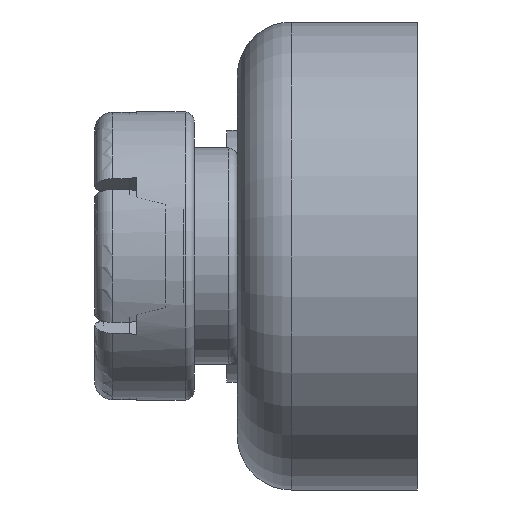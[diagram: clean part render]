
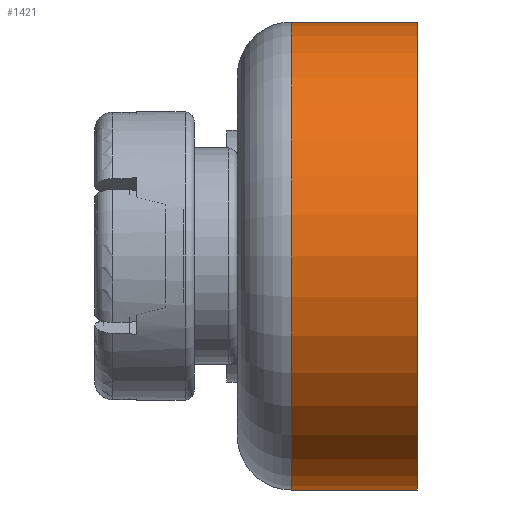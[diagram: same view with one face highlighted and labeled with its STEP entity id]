
A CAD part, left-side view. The second image highlights one B-rep face of the part: STEP entity #1421.
In plain terms, the highlighted cylindrical face has radius 6.5 mm (diameter 13 mm), a partial arc.
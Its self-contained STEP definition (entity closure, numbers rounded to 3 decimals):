
#177 = FACE_OUTER_BOUND ( 'NONE', #1949, .T. ) ;
#243 = ORIENTED_EDGE ( 'NONE', *, *, #359, .T. ) ;
#262 = VECTOR ( 'NONE', #1824, 1000. ) ;
#359 = EDGE_CURVE ( 'NONE', #2901, #3519, #3992, .T. ) ;
#388 = CYLINDRICAL_SURFACE ( 'NONE', #3994, 6.5 ) ;
#406 = CARTESIAN_POINT ( 'NONE',  ( -6.45, 3.5, 0. ) ) ;
#427 = DIRECTION ( 'NONE',  ( 0., -1., 0. ) ) ;
#475 = CARTESIAN_POINT ( 'NONE',  ( -6.45, 5., 0. ) ) ;
#763 = DIRECTION ( 'NONE',  ( 0., -1., 0. ) ) ;
#1079 = CARTESIAN_POINT ( 'NONE',  ( -6.45, 5., 6.5 ) ) ;
#1421 = ADVANCED_FACE ( 'NONE', ( #177 ), #388, .T. ) ;
#1448 = DIRECTION ( 'NONE',  ( 0., 0., -1. ) ) ;
#1473 = CIRCLE ( 'NONE', #3398, 6.5 ) ;
#1623 = DIRECTION ( 'NONE',  ( 0., 0., 1. ) ) ;
#1798 = VECTOR ( 'NONE', #4193, 1000. ) ;
#1824 = DIRECTION ( 'NONE',  ( 0., -1., 0. ) ) ;
#1845 = LINE ( 'NONE', #1079, #1798 ) ;
#1949 = EDGE_LOOP ( 'NONE', ( #3827, #2877, #243, #3167 ) ) ;
#2166 = EDGE_CURVE ( 'NONE', #2279, #2901, #3792, .T. ) ;
#2239 = DIRECTION ( 'NONE',  ( 0., 1., 0. ) ) ;
#2279 = VERTEX_POINT ( 'NONE', #3440 ) ;
#2877 = ORIENTED_EDGE ( 'NONE', *, *, #2166, .T. ) ;
#2901 = VERTEX_POINT ( 'NONE', #3356 ) ;
#3135 = EDGE_CURVE ( 'NONE', #3519, #3146, #1473, .T. ) ;
#3146 = VERTEX_POINT ( 'NONE', #4216 ) ;
#3167 = ORIENTED_EDGE ( 'NONE', *, *, #3135, .T. ) ;
#3356 = CARTESIAN_POINT ( 'NONE',  ( -6.45, 3.5, -6.5 ) ) ;
#3398 = AXIS2_PLACEMENT_3D ( 'NONE', #4283, #2239, #1623 ) ;
#3440 = CARTESIAN_POINT ( 'NONE',  ( -6.45, 3.5, 6.5 ) ) ;
#3468 = CARTESIAN_POINT ( 'NONE',  ( -6.45, 0., -6.5 ) ) ;
#3515 = CARTESIAN_POINT ( 'NONE',  ( -6.45, 5., -6.5 ) ) ;
#3519 = VERTEX_POINT ( 'NONE', #3468 ) ;
#3683 = DIRECTION ( 'NONE',  ( 0., 0., 1. ) ) ;
#3792 = CIRCLE ( 'NONE', #3967, 6.5 ) ;
#3827 = ORIENTED_EDGE ( 'NONE', *, *, #3988, .F. ) ;
#3967 = AXIS2_PLACEMENT_3D ( 'NONE', #406, #763, #3683 ) ;
#3988 = EDGE_CURVE ( 'NONE', #2279, #3146, #1845, .T. ) ;
#3992 = LINE ( 'NONE', #3515, #262 ) ;
#3994 = AXIS2_PLACEMENT_3D ( 'NONE', #475, #427, #1448 ) ;
#4193 = DIRECTION ( 'NONE',  ( 0., -1., 0. ) ) ;
#4216 = CARTESIAN_POINT ( 'NONE',  ( -6.45, 0., 6.5 ) ) ;
#4283 = CARTESIAN_POINT ( 'NONE',  ( -6.45, 0., 0. ) ) ;
